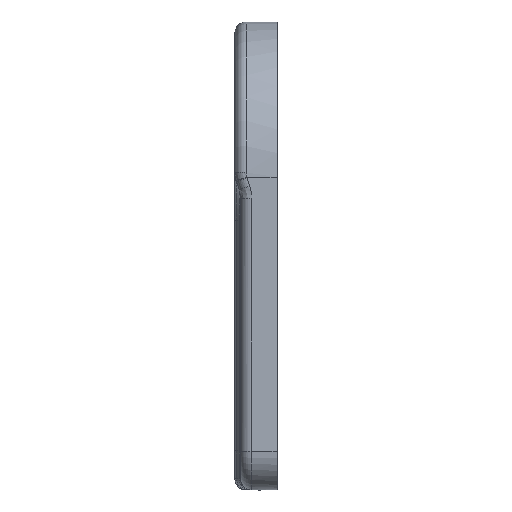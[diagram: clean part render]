
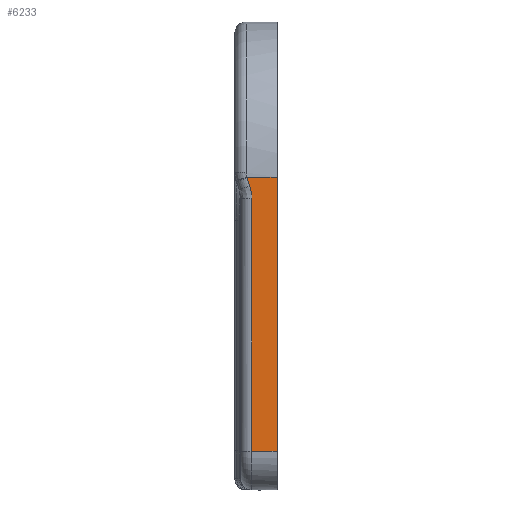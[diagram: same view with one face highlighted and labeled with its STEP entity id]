
A CAD part, left-side view. The second image highlights one B-rep face of the part: STEP entity #6233.
In plain terms, the highlighted planar face has unit normal (-1, 0, 0).
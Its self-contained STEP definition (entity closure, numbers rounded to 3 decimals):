
#434=PLANE('',#6694);
#858=LINE('',#10168,#1411);
#908=LINE('',#10650,#1461);
#910=LINE('',#10679,#1463);
#932=LINE('',#10971,#1485);
#934=LINE('',#10974,#1487);
#1411=VECTOR('',#7553,10.);
#1461=VECTOR('',#7811,10.);
#1463=VECTOR('',#7821,10.);
#1485=VECTOR('',#7929,10.);
#1487=VECTOR('',#7933,10.);
#1908=FACE_OUTER_BOUND('',#2322,.T.);
#2322=EDGE_LOOP('',(#5438,#5439,#5440,#5441,#5442,#5443,#5444));
#2570=CIRCLE('',#6633,3.);
#2579=CIRCLE('',#6648,7.);
#3046=VERTEX_POINT('',#10165);
#3047=VERTEX_POINT('',#10167);
#3126=VERTEX_POINT('',#10499);
#3127=VERTEX_POINT('',#10501);
#3139=VERTEX_POINT('',#10648);
#3141=VERTEX_POINT('',#10673);
#3142=VERTEX_POINT('',#10678);
#3779=EDGE_CURVE('',#3046,#3047,#858,.T.);
#3888=EDGE_CURVE('',#3126,#3127,#2570,.T.);
#3909=EDGE_CURVE('',#3139,#3126,#908,.T.);
#3912=EDGE_CURVE('',#3141,#3139,#2579,.T.);
#3914=EDGE_CURVE('',#3142,#3141,#910,.T.);
#3962=EDGE_CURVE('',#3046,#3127,#932,.T.);
#3964=EDGE_CURVE('',#3047,#3142,#934,.T.);
#5438=ORIENTED_EDGE('',*,*,#3914,.F.);
#5439=ORIENTED_EDGE('',*,*,#3964,.F.);
#5440=ORIENTED_EDGE('',*,*,#3779,.F.);
#5441=ORIENTED_EDGE('',*,*,#3962,.T.);
#5442=ORIENTED_EDGE('',*,*,#3888,.F.);
#5443=ORIENTED_EDGE('',*,*,#3909,.F.);
#5444=ORIENTED_EDGE('',*,*,#3912,.F.);
#6233=ADVANCED_FACE('',(#1908),#434,.T.);
#6633=AXIS2_PLACEMENT_3D('',#10502,#7779,#7780);
#6648=AXIS2_PLACEMENT_3D('',#10675,#7815,#7816);
#6694=AXIS2_PLACEMENT_3D('',#10973,#7931,#7932);
#7553=DIRECTION('',(0.,0.,-1.));
#7779=DIRECTION('center_axis',(1.,0.,0.));
#7780=DIRECTION('ref_axis',(0.,0.,
-1.));
#7811=DIRECTION('',(0.,0.316,0.949));
#7815=DIRECTION('center_axis',(-1.,0.,0.));
#7816=DIRECTION('ref_axis',(0.,0.,
1.));
#7821=DIRECTION('',(0.,0.,1.));
#7929=DIRECTION('',(0.,1.,0.));
#7931=DIRECTION('center_axis',(-1.,0.,0.));
#7932=DIRECTION('ref_axis',(0.,0.,1.));
#7933=DIRECTION('',(0.,1.,0.));
#10165=CARTESIAN_POINT('',(-0.617,-5.,64.262));
#10167=CARTESIAN_POINT('',(-0.617,-5.,15.442));
#10168=CARTESIAN_POINT('',(-0.617,-5.,64.262));
#10499=CARTESIAN_POINT('',(-0.617,0.346,64.126));
#10501=CARTESIAN_POINT('',(-0.617,0.388,64.262));
#10502=CARTESIAN_POINT('Origin',(-0.617,-2.5,65.075));
#10648=CARTESIAN_POINT('',(-0.617,-0.141,62.666));
#10650=CARTESIAN_POINT('',(-0.617,-7.095,41.802));
#10673=CARTESIAN_POINT('',(-0.617,-0.5,60.452));
#10675=CARTESIAN_POINT('Origin',(-0.617,6.5,60.452));
#10678=CARTESIAN_POINT('',(-0.617,-0.5,15.442));
#10679=CARTESIAN_POINT('',(-0.617,-0.5,25.93));
#10971=CARTESIAN_POINT('',(-0.617,0.,64.262));
#10973=CARTESIAN_POINT('Origin',(-0.617,0.,15.442));
#10974=CARTESIAN_POINT('',(-0.617,0.,15.442));
